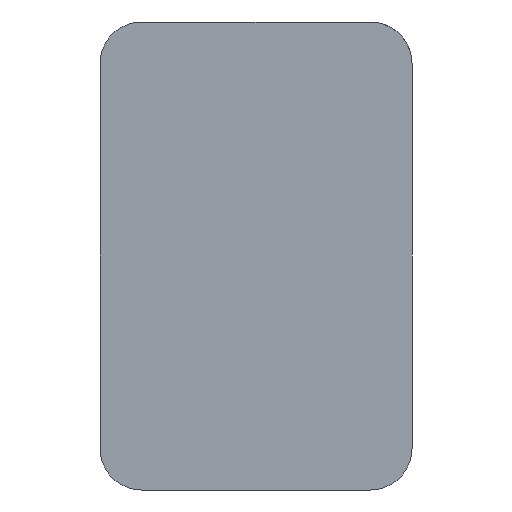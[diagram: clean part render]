
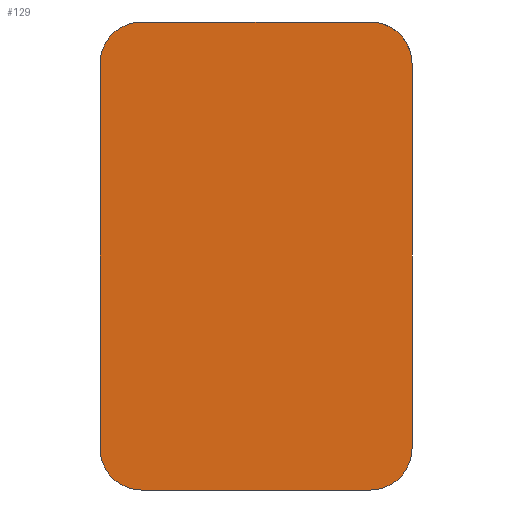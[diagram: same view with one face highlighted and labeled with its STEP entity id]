
A CAD part, left-side view. The second image highlights one B-rep face of the part: STEP entity #129.
In plain terms, the highlighted planar face has unit normal (-1, 0, 0).
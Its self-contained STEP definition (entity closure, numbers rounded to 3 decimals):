
#19 = ORIENTED_EDGE ( 'NONE', *, *, #245, .F. ) ;
#48 = CARTESIAN_POINT ( 'NONE',  ( 0., -7.5, 0. ) ) ;
#54 = DIRECTION ( 'NONE',  ( 0., 0., -1. ) ) ;
#67 = CARTESIAN_POINT ( 'NONE',  ( 0., 7.5, 0. ) ) ;
#86 = CIRCLE ( 'NONE', #389, 2. ) ;
#90 = EDGE_CURVE ( 'NONE', #605, #566, #459, .T. ) ;
#106 = DIRECTION ( 'NONE',  ( 0., 0., -1. ) ) ;
#118 = EDGE_CURVE ( 'NONE', #502, #550, #622, .T. ) ;
#125 = VERTEX_POINT ( 'NONE', #561 ) ;
#126 = DIRECTION ( 'NONE',  ( 1., 0., 0. ) ) ;
#129 = ADVANCED_FACE ( 'NONE', ( #538 ), #460, .F. ) ;
#130 = ORIENTED_EDGE ( 'NONE', *, *, #90, .F. ) ;
#133 = ORIENTED_EDGE ( 'NONE', *, *, #118, .F. ) ;
#144 = CARTESIAN_POINT ( 'NONE',  ( 0., 5.5, -11.25 ) ) ;
#148 = CIRCLE ( 'NONE', #638, 2. ) ;
#150 = DIRECTION ( 'NONE',  ( 0., 0., -1. ) ) ;
#161 = CARTESIAN_POINT ( 'NONE',  ( 0., 5.5, 11.25 ) ) ;
#171 = AXIS2_PLACEMENT_3D ( 'NONE', #616, #463, #515 ) ;
#190 = VECTOR ( 'NONE', #580, 1000. ) ;
#204 = CARTESIAN_POINT ( 'NONE',  ( 0., -5.5, 11.25 ) ) ;
#205 = CARTESIAN_POINT ( 'NONE',  ( 0., 0., 0. ) ) ;
#239 = CARTESIAN_POINT ( 'NONE',  ( 0., -7.5, 9.25 ) ) ;
#245 = EDGE_CURVE ( 'NONE', #623, #491, #352, .T. ) ;
#248 = CARTESIAN_POINT ( 'NONE',  ( 0., 5.5, 9.25 ) ) ;
#252 = CARTESIAN_POINT ( 'NONE',  ( 0., 0., -11.25 ) ) ;
#258 = VERTEX_POINT ( 'NONE', #161 ) ;
#271 = VECTOR ( 'NONE', #613, 1000. ) ;
#276 = EDGE_CURVE ( 'NONE', #550, #623, #86, .T. ) ;
#295 = EDGE_LOOP ( 'NONE', ( #19, #438, #133, #513, #368, #130, #374, #355 ) ) ;
#296 = DIRECTION ( 'NONE',  ( 1., 0., 0. ) ) ;
#306 = DIRECTION ( 'NONE',  ( 1., 0., 0. ) ) ;
#309 = DIRECTION ( 'NONE',  ( 0., -1., 0. ) ) ;
#343 = CARTESIAN_POINT ( 'NONE',  ( 0., 7.5, -9.25 ) ) ;
#350 = CIRCLE ( 'NONE', #428, 2. ) ;
#352 = LINE ( 'NONE', #67, #190 ) ;
#355 = ORIENTED_EDGE ( 'NONE', *, *, #456, .F. ) ;
#363 = VECTOR ( 'NONE', #309, 1000. ) ;
#368 = ORIENTED_EDGE ( 'NONE', *, *, #545, .F. ) ;
#374 = ORIENTED_EDGE ( 'NONE', *, *, #585, .F. ) ;
#380 = LINE ( 'NONE', #48, #634 ) ;
#389 = AXIS2_PLACEMENT_3D ( 'NONE', #588, #126, #584 ) ;
#400 = DIRECTION ( 'NONE',  ( 1., 0., 0. ) ) ;
#403 = CARTESIAN_POINT ( 'NONE',  ( 0., 7.5, 9.25 ) ) ;
#405 = CARTESIAN_POINT ( 'NONE',  ( 0., 0., 11.25 ) ) ;
#428 = AXIS2_PLACEMENT_3D ( 'NONE', #466, #400, #106 ) ;
#438 = ORIENTED_EDGE ( 'NONE', *, *, #276, .F. ) ;
#443 = DIRECTION ( 'NONE',  ( 0., 0., -1. ) ) ;
#456 = EDGE_CURVE ( 'NONE', #491, #258, #148, .T. ) ;
#459 = CIRCLE ( 'NONE', #171, 2. ) ;
#460 = PLANE ( 'NONE',  #532 ) ;
#462 = CARTESIAN_POINT ( 'NONE',  ( 0., -5.5, -11.25 ) ) ;
#463 = DIRECTION ( 'NONE',  ( 1., 0., 0. ) ) ;
#466 = CARTESIAN_POINT ( 'NONE',  ( 0., -5.5, -9.25 ) ) ;
#491 = VERTEX_POINT ( 'NONE', #403 ) ;
#496 = EDGE_CURVE ( 'NONE', #125, #502, #350, .T. ) ;
#499 = LINE ( 'NONE', #405, #363 ) ;
#502 = VERTEX_POINT ( 'NONE', #462 ) ;
#513 = ORIENTED_EDGE ( 'NONE', *, *, #496, .F. ) ;
#515 = DIRECTION ( 'NONE',  ( 0., 0., -1. ) ) ;
#532 = AXIS2_PLACEMENT_3D ( 'NONE', #205, #306, #54 ) ;
#538 = FACE_OUTER_BOUND ( 'NONE', #295, .T. ) ;
#545 = EDGE_CURVE ( 'NONE', #566, #125, #380, .T. ) ;
#550 = VERTEX_POINT ( 'NONE', #144 ) ;
#561 = CARTESIAN_POINT ( 'NONE',  ( 0., -7.5, -9.25 ) ) ;
#566 = VERTEX_POINT ( 'NONE', #239 ) ;
#580 = DIRECTION ( 'NONE',  ( 0., 0., 1. ) ) ;
#584 = DIRECTION ( 'NONE',  ( 0., 0., -1. ) ) ;
#585 = EDGE_CURVE ( 'NONE', #258, #605, #499, .T. ) ;
#588 = CARTESIAN_POINT ( 'NONE',  ( 0., 5.5, -9.25 ) ) ;
#605 = VERTEX_POINT ( 'NONE', #204 ) ;
#613 = DIRECTION ( 'NONE',  ( 0., 1., 0. ) ) ;
#616 = CARTESIAN_POINT ( 'NONE',  ( 0., -5.5, 9.25 ) ) ;
#622 = LINE ( 'NONE', #252, #271 ) ;
#623 = VERTEX_POINT ( 'NONE', #343 ) ;
#634 = VECTOR ( 'NONE', #443, 1000. ) ;
#638 = AXIS2_PLACEMENT_3D ( 'NONE', #248, #296, #150 ) ;
